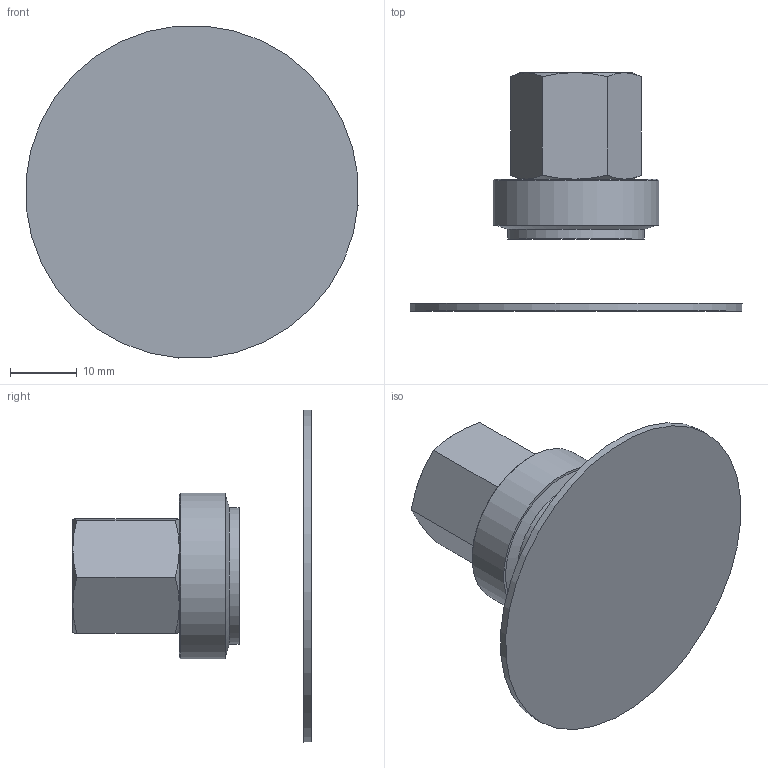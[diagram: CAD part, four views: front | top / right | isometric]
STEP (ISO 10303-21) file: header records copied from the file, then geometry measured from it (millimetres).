
FILE_DESCRIPTION(/* description */ (''),/* implementation_level */ '2;1');
FILE_NAME(/* name */ 'vc50nit_rac7r1-4h.stp',/* time_stamp */ '2020-09-21T12:45:44+02:00',/* author */ ('enginyeria'),/* organization */ (''),/* preprocessor_version */ 'ST-DEVELOPER v17.2',/* originating_system */ 'Autodesk Inventor 2019',/* authorisation */ '');
FILE_SCHEMA (('CONFIG_CONTROL_DESIGN'));
Length unit declared in the file: millimetre
Products named in the file (1): vc50nit_rac7r1-4h
Bounding box: 49.84 x 35.8 x 49.84 mm (x, y, z)
Volume: 18177.2 mm3; surface area: 7162.5 mm2
Topology: 1 solids, 2 shells, 35 faces, 79 edges, 50 vertices
Faces by surface type: cone 18, plane 12, cylinder 5
Full cylindrical faces by diameter (mm): 10 x1, 13 x1, 20.6 x1, 25 x1, 50 x1
Entity records: 1045 total; most frequent: CARTESIAN_POINT 212, DIRECTION 163, ORIENTED_EDGE 156, EDGE_CURVE 78, AXIS2_PLACEMENT_3D 73, VERTEX_POINT 50, EDGE_LOOP 38, CIRCLE 37
